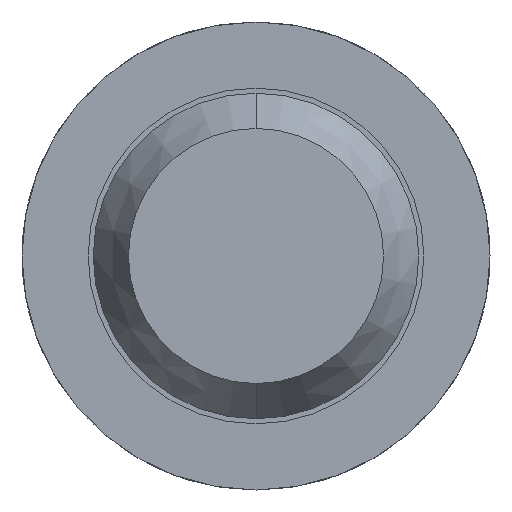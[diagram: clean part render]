
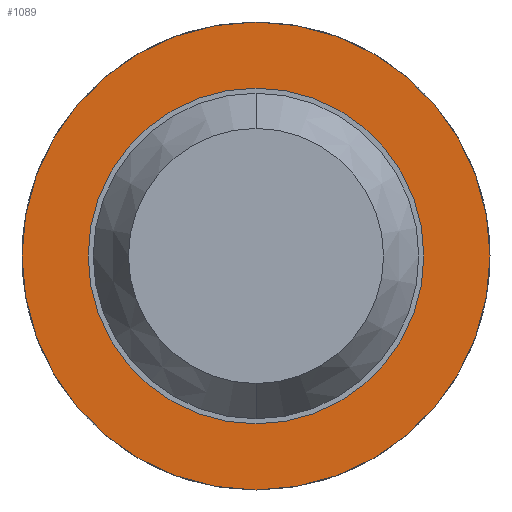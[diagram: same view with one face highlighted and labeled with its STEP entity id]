
A CAD part, front view. The second image highlights one B-rep face of the part: STEP entity #1089.
In plain terms, the highlighted planar face has unit normal (0, -1, 0).
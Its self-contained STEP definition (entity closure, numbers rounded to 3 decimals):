
#45 = DIRECTION ( 'NONE',  ( 0., 1., 0. ) ) ;
#173 = EDGE_CURVE ( 'Defeature ausgef�hrt3_14+Defeature ausgef�hrt3_13+Defeature ausgef�hrt3_13+Defeature ausgef�hrt3_13', #2334, #3283, #2580, .T. ) ;
#238 = DIRECTION ( 'NONE',  ( 0., 0., 1. ) ) ;
#263 = EDGE_CURVE ( 'Defeature ausgef�hrt3_10+Defeature ausgef�hrt3_14+Defeature ausgef�hrt3_14+Defeature ausgef�hrt3_14', #2112, #4648, #3699, .T. ) ;
#296 = DIRECTION ( 'NONE',  ( 0., 1., 0. ) ) ;
#518 = CARTESIAN_POINT ( 'NONE',  ( 0., -1.7, 1.15 ) ) ;
#627 = CIRCLE ( 'NONE', #4721, 0.825 ) ;
#737 = CARTESIAN_POINT ( 'NONE',  ( 0., -1.7, 0. ) ) ;
#804 = DIRECTION ( 'NONE',  ( 0., 1., 0. ) ) ;
#834 = AXIS2_PLACEMENT_3D ( 'NONE', #737, #804, #2271 ) ;
#1057 = DIRECTION ( 'NONE',  ( 0., 0., 1. ) ) ;
#1089 = ADVANCED_FACE ( 'Defeature ausgef�hrt3_14', ( #1671, #3585 ), #4302, .F. ) ;
#1215 = EDGE_LOOP ( 'NONE', ( #3072, #4078 ) ) ;
#1354 = AXIS2_PLACEMENT_3D ( 'NONE', #3670, #296, #1057 ) ;
#1528 = DIRECTION ( 'NONE',  ( 0., 0., 1. ) ) ;
#1671 = FACE_OUTER_BOUND ( 'NONE', #1215, .T. ) ;
#1750 = AXIS2_PLACEMENT_3D ( 'NONE', #4699, #3635, #238 ) ;
#1791 = ORIENTED_EDGE ( 'NONE', *, *, #173, .T. ) ;
#2085 = CARTESIAN_POINT ( 'NONE',  ( 0., -1.7, -0.825 ) ) ;
#2112 = VERTEX_POINT ( 'NONE', #4524 ) ;
#2271 = DIRECTION ( 'NONE',  ( 0., 0., 1. ) ) ;
#2334 = VERTEX_POINT ( 'NONE', #2085 ) ;
#2421 = DIRECTION ( 'NONE',  ( 0., 0., 1. ) ) ;
#2435 = CARTESIAN_POINT ( 'NONE',  ( 0., -1.7, 0. ) ) ;
#2497 = EDGE_LOOP ( 'NONE', ( #2603, #1791 ) ) ;
#2580 = CIRCLE ( 'NONE', #834, 0.825 ) ;
#2603 = ORIENTED_EDGE ( 'NONE', *, *, #3229, .T. ) ;
#3072 = ORIENTED_EDGE ( 'NONE', *, *, #3801, .F. ) ;
#3229 = EDGE_CURVE ( 'Defeature ausgef�hrt3_14+Defeature ausgef�hrt3_13+Defeature ausgef�hrt3_13+Defeature ausgef�hrt3_13', #3283, #2334, #627, .T. ) ;
#3283 = VERTEX_POINT ( 'NONE', #4628 ) ;
#3316 = CIRCLE ( 'NONE', #1354, 1.15 ) ;
#3375 = CARTESIAN_POINT ( 'NONE',  ( 0., -1.7, 0. ) ) ;
#3544 = DIRECTION ( 'NONE',  ( 0., 1., 0. ) ) ;
#3585 = FACE_BOUND ( 'NONE', #2497, .T. ) ;
#3635 = DIRECTION ( 'NONE',  ( 0., 1., 0. ) ) ;
#3670 = CARTESIAN_POINT ( 'NONE',  ( 0., -1.7, 0. ) ) ;
#3699 = CIRCLE ( 'NONE', #4738, 1.15 ) ;
#3801 = EDGE_CURVE ( 'Defeature ausgef�hrt3_10+Defeature ausgef�hrt3_14+Defeature ausgef�hrt3_14+Defeature ausgef�hrt3_14', #4648, #2112, #3316, .T. ) ;
#4078 = ORIENTED_EDGE ( 'NONE', *, *, #263, .F. ) ;
#4302 = PLANE ( 'NONE',  #1750 ) ;
#4524 = CARTESIAN_POINT ( 'NONE',  ( 0., -1.7, -1.15 ) ) ;
#4628 = CARTESIAN_POINT ( 'NONE',  ( 0., -1.7, 0.825 ) ) ;
#4648 = VERTEX_POINT ( 'NONE', #518 ) ;
#4699 = CARTESIAN_POINT ( 'NONE',  ( 0.825, -1.7, 0. ) ) ;
#4721 = AXIS2_PLACEMENT_3D ( 'NONE', #2435, #3544, #2421 ) ;
#4738 = AXIS2_PLACEMENT_3D ( 'NONE', #3375, #45, #1528 ) ;
